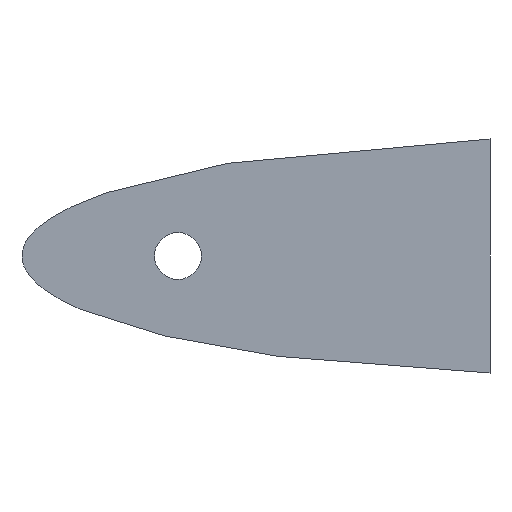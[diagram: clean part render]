
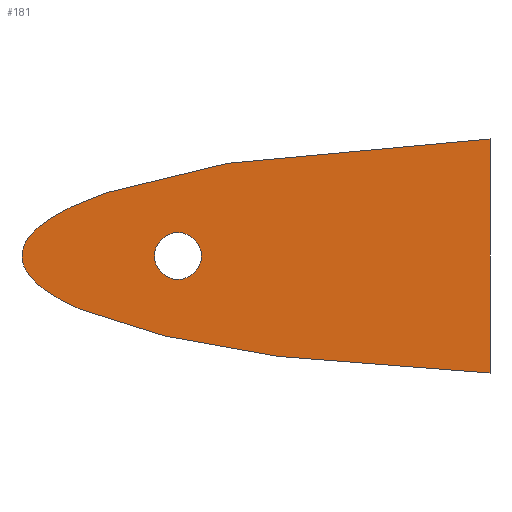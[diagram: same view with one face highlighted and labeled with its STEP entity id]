
A CAD part, left-side view. The second image highlights one B-rep face of the part: STEP entity #181.
In plain terms, the highlighted planar face has unit normal (-1, 0, 0).
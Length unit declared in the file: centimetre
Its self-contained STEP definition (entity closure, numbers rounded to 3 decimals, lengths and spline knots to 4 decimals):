
#2 = AXIS2_PLACEMENT_3D ( 'NONE', #69, #12, #70 ) ;
#12 = DIRECTION ( 'NONE',  ( 1., 0., 0. ) ) ;
#17 = DIRECTION ( 'NONE',  ( 1., 0., 0. ) ) ;
#19 = DIRECTION ( 'NONE',  ( 0., 0., -1. ) ) ;
#24 = VERTEX_POINT ( 'NONE', #101 ) ;
#26 = ORIENTED_EDGE ( 'NONE', *, *, #197, .T. ) ;
#31 = DIRECTION ( 'NONE',  ( 0., 0., -1. ) ) ;
#34 = CARTESIAN_POINT ( 'NONE',  ( 0., 25., 0. ) ) ;
#36 = DIRECTION ( 'NONE',  ( 1., 0., 0. ) ) ;
#50 = PLANE ( 'NONE',  #159 ) ;
#55 = LINE ( 'NONE', #81, #211 ) ;
#61 = CARTESIAN_POINT ( 'NONE',  ( 0., 0., -0.75 ) ) ;
#69 = CARTESIAN_POINT ( 'NONE',  ( 0., 2., 0. ) ) ;
#70 = DIRECTION ( 'NONE',  ( 0., 0., -1. ) ) ;
#73 = VERTEX_POINT ( 'NONE', #185 ) ;
#81 = CARTESIAN_POINT ( 'NONE',  ( 0., 0., 0. ) ) ;
#91 = CARTESIAN_POINT ( 'NONE',  ( 0., 0., 0. ) ) ;
#93 = CARTESIAN_POINT ( 'NONE',  ( 0., 0., -0.75 ) ) ;
#97 = EDGE_CURVE ( 'NONE', #167, #73, #182, .T. ) ;
#99 = CIRCLE ( 'NONE', #165, 0.15 ) ;
#101 = CARTESIAN_POINT ( 'NONE',  ( 0., 0., 0.75 ) ) ;
#105 = EDGE_LOOP ( 'NONE', ( #26, #157 ) ) ;
#114 = DIRECTION ( 'NONE',  ( 0., 0., -1. ) ) ;
#121 = VERTEX_POINT ( 'NONE', #61 ) ;
#124 = CARTESIAN_POINT ( 'NONE',  ( 0., 0., 0.75 ) ) ;
#134 = ORIENTED_EDGE ( 'NONE', *, *, #97, .T. ) ;
#144 = CARTESIAN_POINT ( 'NONE',  ( 0., 2., 0. ) ) ;
#147 = EDGE_CURVE ( 'NONE', #73, #167, #99, .T. ) ;
#150 =( BOUNDED_CURVE ( )  B_SPLINE_CURVE ( 2, ( #124, #34, #93 ),
 .UNSPECIFIED., .F., .F. ) 
 B_SPLINE_CURVE_WITH_KNOTS ( ( 3, 3 ),
 ( 0., 1. ),
 .UNSPECIFIED. ) 
 CURVE ( )  GEOMETRIC_REPRESENTATION_ITEM ( )  RATIONAL_B_SPLINE_CURVE ( ( 1., 0.136, 1. ) ) 
 REPRESENTATION_ITEM ( '' )  );
#156 = EDGE_LOOP ( 'NONE', ( #206, #134 ) ) ;
#157 = ORIENTED_EDGE ( 'NONE', *, *, #210, .F. ) ;
#159 = AXIS2_PLACEMENT_3D ( 'NONE', #91, #17, #31 ) ;
#165 = AXIS2_PLACEMENT_3D ( 'NONE', #144, #36, #19 ) ;
#167 = VERTEX_POINT ( 'NONE', #174 ) ;
#174 = CARTESIAN_POINT ( 'NONE',  ( 0., 2., -0.15 ) ) ;
#178 = FACE_OUTER_BOUND ( 'NONE', #105, .T. ) ;
#181 = ADVANCED_FACE ( 'NONE', ( #195, #178 ), #50, .F. ) ;
#182 = CIRCLE ( 'NONE', #2, 0.15 ) ;
#185 = CARTESIAN_POINT ( 'NONE',  ( 0., 2., 0.15 ) ) ;
#195 = FACE_BOUND ( 'NONE', #156, .T. ) ;
#197 = EDGE_CURVE ( 'NONE', #24, #121, #150, .T. ) ;
#206 = ORIENTED_EDGE ( 'NONE', *, *, #147, .T. ) ;
#210 = EDGE_CURVE ( 'NONE', #24, #121, #55, .T. ) ;
#211 = VECTOR ( 'NONE', #114, 100. ) ;
